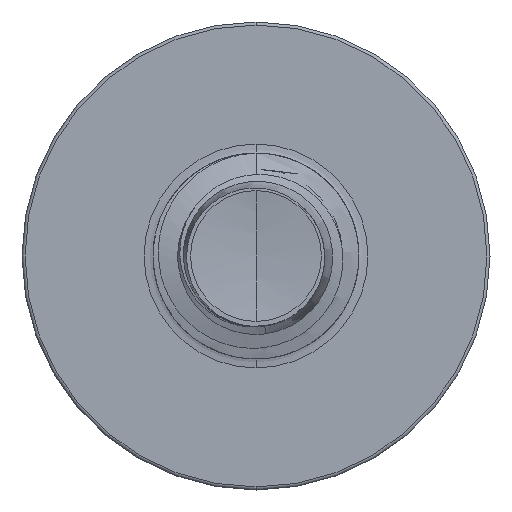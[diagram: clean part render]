
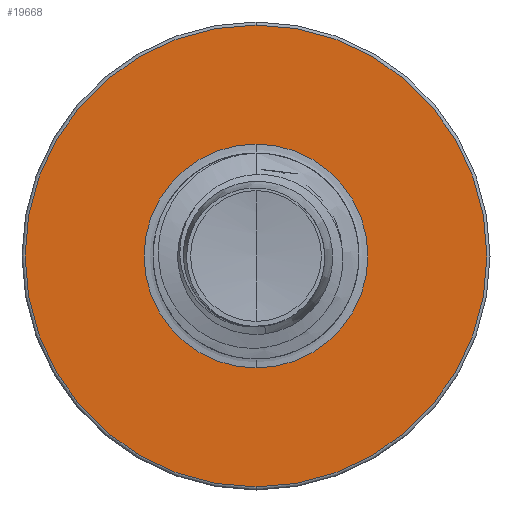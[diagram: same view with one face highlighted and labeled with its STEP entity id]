
A CAD part, front view. The second image highlights one B-rep face of the part: STEP entity #19668.
In plain terms, the highlighted planar face has unit normal (0, -1, 0).
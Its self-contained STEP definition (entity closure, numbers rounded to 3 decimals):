
#83 = AXIS2_PLACEMENT_3D ( 'NONE', #21770, #21649, #21439 ) ;
#1350 = AXIS2_PLACEMENT_3D ( 'NONE', #8590, #8765, #8420 ) ;
#2697 = DIRECTION ( 'NONE',  ( 0., 0., 1. ) ) ;
#2755 = DIRECTION ( 'NONE',  ( 0., 1., 0. ) ) ;
#2768 = CARTESIAN_POINT ( 'NONE',  ( 0., 11., 0. ) ) ;
#3209 = CARTESIAN_POINT ( 'NONE',  ( 0., 11., -2.467 ) ) ;
#6687 = CARTESIAN_POINT ( 'NONE',  ( 0., 11., 2.467 ) ) ;
#6885 = EDGE_LOOP ( 'NONE', ( #22202, #27447 ) ) ;
#8279 = CIRCLE ( 'NONE', #15842, 1.196 ) ;
#8420 = DIRECTION ( 'NONE',  ( 0., 0., 1. ) ) ;
#8496 = PLANE ( 'NONE',  #1350 ) ;
#8590 = CARTESIAN_POINT ( 'NONE',  ( 0., 11., -1.196 ) ) ;
#8765 = DIRECTION ( 'NONE',  ( 0., 1., 0. ) ) ;
#8777 = DIRECTION ( 'NONE',  ( 0., 1., 0. ) ) ;
#9679 = AXIS2_PLACEMENT_3D ( 'NONE', #2768, #2755, #2697 ) ;
#12784 = ORIENTED_EDGE ( 'NONE', *, *, #26814, .T. ) ;
#12881 = CARTESIAN_POINT ( 'NONE',  ( 0., 11., 1.196 ) ) ;
#13332 = VERTEX_POINT ( 'NONE', #12881 ) ;
#15842 = AXIS2_PLACEMENT_3D ( 'NONE', #26928, #8777, #28955 ) ;
#16450 = VERTEX_POINT ( 'NONE', #23999 ) ;
#17942 = ORIENTED_EDGE ( 'NONE', *, *, #30281, .T. ) ;
#18466 = DIRECTION ( 'NONE',  ( 0., 1., 0. ) ) ;
#19668 = ADVANCED_FACE ( 'NONE', ( #33967, #32623 ), #8496, .F. ) ;
#20968 = DIRECTION ( 'NONE',  ( 0., 0., 1. ) ) ;
#21439 = DIRECTION ( 'NONE',  ( 0., 0., 1. ) ) ;
#21649 = DIRECTION ( 'NONE',  ( 0., 1., 0. ) ) ;
#21770 = CARTESIAN_POINT ( 'NONE',  ( 0., 11., 0. ) ) ;
#22018 = AXIS2_PLACEMENT_3D ( 'NONE', #32455, #18466, #20968 ) ;
#22202 = ORIENTED_EDGE ( 'NONE', *, *, #23671, .F. ) ;
#23671 = EDGE_CURVE ( 'NONE', #28886, #28411, #23945, .T. ) ;
#23945 = CIRCLE ( 'NONE', #9679, 2.467 ) ;
#23999 = CARTESIAN_POINT ( 'NONE',  ( 0., 11., -1.196 ) ) ;
#26814 = EDGE_CURVE ( 'NONE', #16450, #13332, #29045, .T. ) ;
#26928 = CARTESIAN_POINT ( 'NONE',  ( 0., 11., 0. ) ) ;
#27447 = ORIENTED_EDGE ( 'NONE', *, *, #30285, .F. ) ;
#28411 = VERTEX_POINT ( 'NONE', #3209 ) ;
#28886 = VERTEX_POINT ( 'NONE', #6687 ) ;
#28955 = DIRECTION ( 'NONE',  ( 0., 0., 1. ) ) ;
#29045 = CIRCLE ( 'NONE', #83, 1.196 ) ;
#30281 = EDGE_CURVE ( 'NONE', #13332, #16450, #8279, .T. ) ;
#30285 = EDGE_CURVE ( 'NONE', #28411, #28886, #34163, .T. ) ;
#30560 = EDGE_LOOP ( 'NONE', ( #17942, #12784 ) ) ;
#32455 = CARTESIAN_POINT ( 'NONE',  ( 0., 11., 0. ) ) ;
#32623 = FACE_BOUND ( 'NONE', #30560, .T. ) ;
#33967 = FACE_OUTER_BOUND ( 'NONE', #6885, .T. ) ;
#34163 = CIRCLE ( 'NONE', #22018, 2.467 ) ;
